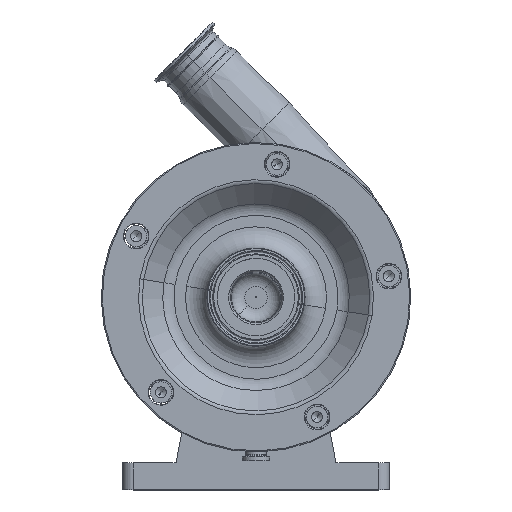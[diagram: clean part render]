
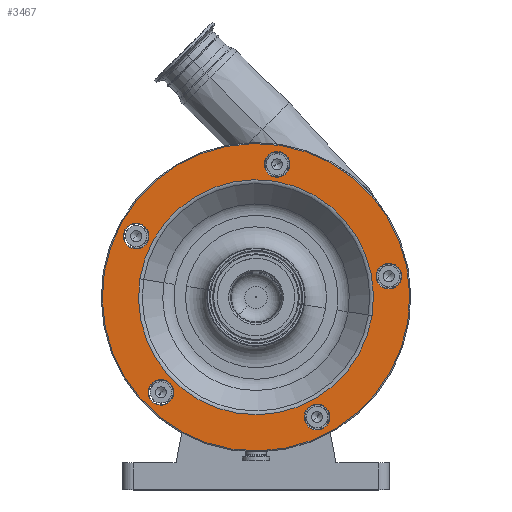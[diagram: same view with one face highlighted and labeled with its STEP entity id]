
A CAD part, top view. The second image highlights one B-rep face of the part: STEP entity #3467.
In plain terms, the highlighted planar face has unit normal (0, 0, 1).
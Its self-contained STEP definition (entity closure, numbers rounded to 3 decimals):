
#44 = ORIENTED_EDGE ( 'NONE', *, *, #16184, .T. ) ;
#107 = EDGE_LOOP ( 'NONE', ( #6281, #11157 ) ) ;
#181 = CARTESIAN_POINT ( 'NONE',  ( 31.563, 302.572, 220. ) ) ;
#191 = EDGE_LOOP ( 'NONE', ( #9468, #14614 ) ) ;
#404 = EDGE_CURVE ( 'NONE', #1525, #1037, #4587, .T. ) ;
#431 = EDGE_CURVE ( 'NONE', #16753, #10521, #17927, .T. ) ;
#456 = AXIS2_PLACEMENT_3D ( 'NONE', #12423, #8040, #12514 ) ;
#710 = VERTEX_POINT ( 'NONE', #4317 ) ;
#765 = ORIENTED_EDGE ( 'NONE', *, *, #1448, .F. ) ;
#804 = DIRECTION ( 'NONE',  ( 0., 0., 1. ) ) ;
#1036 = CARTESIAN_POINT ( 'NONE',  ( -100.415, 235.326, 220. ) ) ;
#1037 = VERTEX_POINT ( 'NONE', #3815 ) ;
#1101 = DIRECTION ( 'NONE',  ( 0.988, -0.156, 0. ) ) ;
#1225 = CIRCLE ( 'NONE', #8034, 12. ) ;
#1400 = CIRCLE ( 'NONE', #12251, 12. ) ;
#1448 = EDGE_CURVE ( 'NONE', #11858, #2781, #8325, .T. ) ;
#1479 = FACE_BOUND ( 'NONE', #7699, .T. ) ;
#1525 = VERTEX_POINT ( 'NONE', #14954 ) ;
#1592 = VERTEX_POINT ( 'NONE', #181 ) ;
#1630 = DIRECTION ( 'NONE',  ( 0., 0., 1. ) ) ;
#1673 = DIRECTION ( 'NONE',  ( 0., 0., 1. ) ) ;
#1782 = AXIS2_PLACEMENT_3D ( 'NONE', #4553, #10273, #8724 ) ;
#2447 = DIRECTION ( 'NONE',  ( 0., 0., 1. ) ) ;
#2688 = DIRECTION ( 'NONE',  ( 0., 0., 1. ) ) ;
#2709 = DIRECTION ( 'NONE',  ( 0., 0., 1. ) ) ;
#2742 = AXIS2_PLACEMENT_3D ( 'NONE', #14099, #804, #6702 ) ;
#2781 = VERTEX_POINT ( 'NONE', #5965 ) ;
#2831 = DIRECTION ( 'NONE',  ( -0.988, 0.156, 0. ) ) ;
#2925 = CARTESIAN_POINT ( 'NONE',  ( 136.301, 197.834, 220. ) ) ;
#3467 = ADVANCED_FACE ( 'NONE', ( #11846, #10196, #8643, #13422, #1479, #4472, #14501 ), #17695, .F. ) ;
#3657 = AXIS2_PLACEMENT_3D ( 'NONE', #16031, #2709, #8626 ) ;
#3815 = CARTESIAN_POINT ( 'NONE',  ( 142.227, 157.473, 220. ) ) ;
#3860 = AXIS2_PLACEMENT_3D ( 'NONE', #12893, #14553, #5597 ) ;
#3907 = DIRECTION ( 'NONE',  ( 0., 0., 1. ) ) ;
#3930 = CARTESIAN_POINT ( 'NONE',  ( -89.095, 90.905, 220. ) ) ;
#4153 = CARTESIAN_POINT ( 'NONE',  ( -77.243, 89.027, 220. ) ) ;
#4181 = AXIS2_PLACEMENT_3D ( 'NONE', #14401, #2447, #1101 ) ;
#4218 = DIRECTION ( 'NONE',  ( 0.988, -0.156, 0. ) ) ;
#4317 = CARTESIAN_POINT ( 'NONE',  ( 7.858, 306.326, 220. ) ) ;
#4321 = CARTESIAN_POINT ( 'NONE',  ( -100.948, 92.782, 220. ) ) ;
#4472 = FACE_OUTER_BOUND ( 'NONE', #17926, .T. ) ;
#4553 = CARTESIAN_POINT ( 'NONE',  ( 0., 180., 220. ) ) ;
#4587 = CIRCLE ( 'NONE', #1782, 144. ) ;
#4771 = CIRCLE ( 'NONE', #17498, 12. ) ;
#4908 = DIRECTION ( 'NONE',  ( 0.988, -0.156, 0. ) ) ;
#5597 = DIRECTION ( 'NONE',  ( 0.988, -0.156, 0. ) ) ;
#5831 = DIRECTION ( 'NONE',  ( 0., 0., -1. ) ) ;
#5965 = CARTESIAN_POINT ( 'NONE',  ( 45.351, 69.61, 220. ) ) ;
#6062 = VERTEX_POINT ( 'NONE', #15337 ) ;
#6281 = ORIENTED_EDGE ( 'NONE', *, *, #7050, .F. ) ;
#6435 = EDGE_CURVE ( 'NONE', #7896, #17200, #4771, .T. ) ;
#6702 = DIRECTION ( 'NONE',  ( 0.988, -0.156, 0. ) ) ;
#6909 = EDGE_CURVE ( 'NONE', #8756, #6062, #8795, .T. ) ;
#7023 = CARTESIAN_POINT ( 'NONE',  ( 69.055, 65.856, 220. ) ) ;
#7050 = EDGE_CURVE ( 'NONE', #15329, #10786, #15152, .T. ) ;
#7345 = DIRECTION ( 'NONE',  ( 0.988, -0.156, 0. ) ) ;
#7535 = ORIENTED_EDGE ( 'NONE', *, *, #17096, .F. ) ;
#7699 = EDGE_LOOP ( 'NONE', ( #7775, #7535 ) ) ;
#7736 = CARTESIAN_POINT ( 'NONE',  ( -89.095, 90.905, 220. ) ) ;
#7775 = ORIENTED_EDGE ( 'NONE', *, *, #6909, .F. ) ;
#7827 = CARTESIAN_POINT ( 'NONE',  ( -124.119, 239.08, 220. ) ) ;
#7896 = VERTEX_POINT ( 'NONE', #2925 ) ;
#8034 = AXIS2_PLACEMENT_3D ( 'NONE', #9918, #3907, #12852 ) ;
#8040 = DIRECTION ( 'NONE',  ( 0., 0., 1. ) ) ;
#8325 = CIRCLE ( 'NONE', #2742, 12. ) ;
#8392 = DIRECTION ( 'NONE',  ( 0., 0., 1. ) ) ;
#8597 = ORIENTED_EDGE ( 'NONE', *, *, #404, .T. ) ;
#8626 = DIRECTION ( 'NONE',  ( 0.988, -0.156, 0. ) ) ;
#8643 = FACE_BOUND ( 'NONE', #107, .T. ) ;
#8724 = DIRECTION ( 'NONE',  ( 0.988, -0.156, 0. ) ) ;
#8756 = VERTEX_POINT ( 'NONE', #18787 ) ;
#8795 = CIRCLE ( 'NONE', #456, 110.071 ) ;
#8944 = CARTESIAN_POINT ( 'NONE',  ( 19.711, 304.449, 220. ) ) ;
#9468 = ORIENTED_EDGE ( 'NONE', *, *, #431, .F. ) ;
#9483 = CIRCLE ( 'NONE', #11975, 12. ) ;
#9918 = CARTESIAN_POINT ( 'NONE',  ( 124.449, 199.711, 220. ) ) ;
#9955 = CARTESIAN_POINT ( 'NONE',  ( 124.449, 199.711, 220. ) ) ;
#10008 = ORIENTED_EDGE ( 'NONE', *, *, #13481, .F. ) ;
#10151 = CARTESIAN_POINT ( 'NONE',  ( -112.267, 237.203, 220. ) ) ;
#10196 = FACE_BOUND ( 'NONE', #11195, .T. ) ;
#10273 = DIRECTION ( 'NONE',  ( 0., 0., 1. ) ) ;
#10521 = VERTEX_POINT ( 'NONE', #7827 ) ;
#10695 = CIRCLE ( 'NONE', #11645, 12. ) ;
#10786 = VERTEX_POINT ( 'NONE', #4321 ) ;
#11157 = ORIENTED_EDGE ( 'NONE', *, *, #17946, .F. ) ;
#11195 = EDGE_LOOP ( 'NONE', ( #765, #11301 ) ) ;
#11301 = ORIENTED_EDGE ( 'NONE', *, *, #11651, .F. ) ;
#11381 = EDGE_LOOP ( 'NONE', ( #16186, #10008 ) ) ;
#11440 = CARTESIAN_POINT ( 'NONE',  ( 0., 180., 220. ) ) ;
#11609 = DIRECTION ( 'NONE',  ( 0., 0., 1. ) ) ;
#11630 = DIRECTION ( 'NONE',  ( 0.988, -0.156, 0. ) ) ;
#11645 = AXIS2_PLACEMENT_3D ( 'NONE', #3930, #8392, #4218 ) ;
#11651 = EDGE_CURVE ( 'NONE', #2781, #11858, #1400, .T. ) ;
#11730 = DIRECTION ( 'NONE',  ( 0., 0., 1. ) ) ;
#11846 = FACE_BOUND ( 'NONE', #11381, .T. ) ;
#11858 = VERTEX_POINT ( 'NONE', #7023 ) ;
#11975 = AXIS2_PLACEMENT_3D ( 'NONE', #10151, #11609, #7345 ) ;
#12022 = EDGE_CURVE ( 'NONE', #1592, #710, #12260, .T. ) ;
#12251 = AXIS2_PLACEMENT_3D ( 'NONE', #14753, #1630, #16391 ) ;
#12260 = CIRCLE ( 'NONE', #13201, 12. ) ;
#12423 = CARTESIAN_POINT ( 'NONE',  ( 0., 180., 220. ) ) ;
#12514 = DIRECTION ( 'NONE',  ( 0.988, -0.156, 0. ) ) ;
#12852 = DIRECTION ( 'NONE',  ( 0.988, -0.156, 0. ) ) ;
#12893 = CARTESIAN_POINT ( 'NONE',  ( 19.711, 304.449, 220. ) ) ;
#12926 = ORIENTED_EDGE ( 'NONE', *, *, #12022, .F. ) ;
#13025 = AXIS2_PLACEMENT_3D ( 'NONE', #14602, #5831, #2831 ) ;
#13201 = AXIS2_PLACEMENT_3D ( 'NONE', #8944, #1673, #17615 ) ;
#13305 = EDGE_CURVE ( 'NONE', #10521, #16753, #9483, .T. ) ;
#13422 = FACE_BOUND ( 'NONE', #15519, .T. ) ;
#13481 = EDGE_CURVE ( 'NONE', #17200, #7896, #1225, .T. ) ;
#13578 = DIRECTION ( 'NONE',  ( 0., 0., 1. ) ) ;
#13941 = ORIENTED_EDGE ( 'NONE', *, *, #16672, .F. ) ;
#14099 = CARTESIAN_POINT ( 'NONE',  ( 57.203, 67.733, 220. ) ) ;
#14401 = CARTESIAN_POINT ( 'NONE',  ( 0., 180., 220. ) ) ;
#14456 = DIRECTION ( 'NONE',  ( 0.988, -0.156, 0. ) ) ;
#14501 = FACE_BOUND ( 'NONE', #191, .T. ) ;
#14553 = DIRECTION ( 'NONE',  ( 0., 0., 1. ) ) ;
#14602 = CARTESIAN_POINT ( 'NONE',  ( 22.527, 322.227, 220. ) ) ;
#14614 = ORIENTED_EDGE ( 'NONE', *, *, #13305, .F. ) ;
#14741 = CIRCLE ( 'NONE', #4181, 110.071 ) ;
#14753 = CARTESIAN_POINT ( 'NONE',  ( 57.203, 67.733, 220. ) ) ;
#14954 = CARTESIAN_POINT ( 'NONE',  ( -142.227, 202.527, 220. ) ) ;
#15152 = CIRCLE ( 'NONE', #17313, 12. ) ;
#15329 = VERTEX_POINT ( 'NONE', #4153 ) ;
#15337 = CARTESIAN_POINT ( 'NONE',  ( -108.716, 197.219, 220. ) ) ;
#15519 = EDGE_LOOP ( 'NONE', ( #12926, #13941 ) ) ;
#15789 = CIRCLE ( 'NONE', #18574, 144. ) ;
#15951 = CARTESIAN_POINT ( 'NONE',  ( 112.596, 201.588, 220. ) ) ;
#16031 = CARTESIAN_POINT ( 'NONE',  ( -112.267, 237.203, 220. ) ) ;
#16184 = EDGE_CURVE ( 'NONE', #1037, #1525, #15789, .T. ) ;
#16186 = ORIENTED_EDGE ( 'NONE', *, *, #6435, .F. ) ;
#16391 = DIRECTION ( 'NONE',  ( 0.988, -0.156, 0. ) ) ;
#16672 = EDGE_CURVE ( 'NONE', #710, #1592, #17805, .T. ) ;
#16753 = VERTEX_POINT ( 'NONE', #1036 ) ;
#17096 = EDGE_CURVE ( 'NONE', #6062, #8756, #14741, .T. ) ;
#17200 = VERTEX_POINT ( 'NONE', #15951 ) ;
#17313 = AXIS2_PLACEMENT_3D ( 'NONE', #7736, #13578, #4908 ) ;
#17498 = AXIS2_PLACEMENT_3D ( 'NONE', #9955, #2688, #14456 ) ;
#17615 = DIRECTION ( 'NONE',  ( 0.988, -0.156, 0. ) ) ;
#17695 = PLANE ( 'NONE',  #13025 ) ;
#17805 = CIRCLE ( 'NONE', #3860, 12. ) ;
#17926 = EDGE_LOOP ( 'NONE', ( #44, #8597 ) ) ;
#17927 = CIRCLE ( 'NONE', #3657, 12. ) ;
#17946 = EDGE_CURVE ( 'NONE', #10786, #15329, #10695, .T. ) ;
#18574 = AXIS2_PLACEMENT_3D ( 'NONE', #11440, #11730, #11630 ) ;
#18787 = CARTESIAN_POINT ( 'NONE',  ( 108.716, 162.781, 220. ) ) ;
